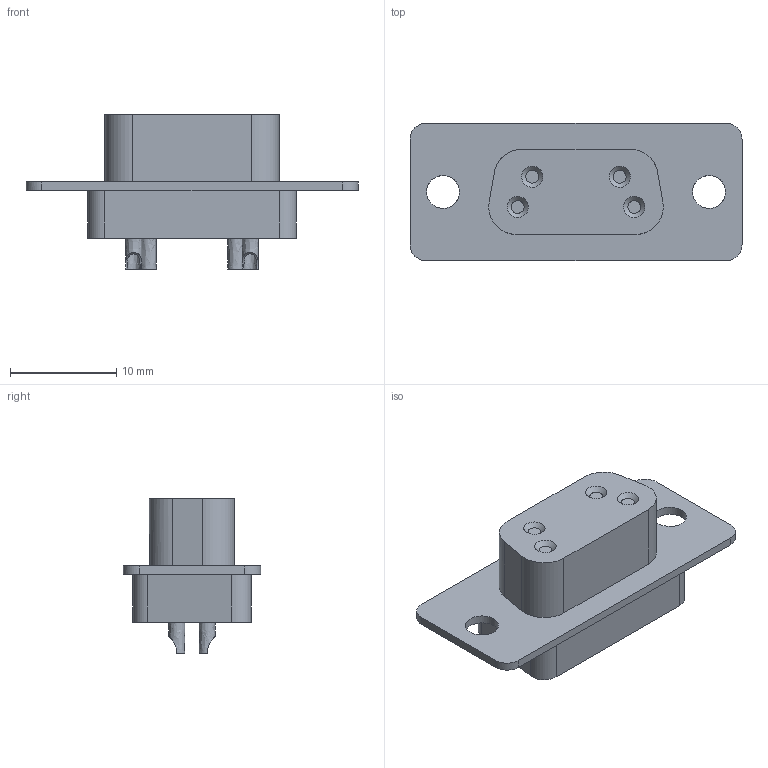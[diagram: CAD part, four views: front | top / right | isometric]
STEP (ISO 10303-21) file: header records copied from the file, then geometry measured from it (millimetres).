
FILE_DESCRIPTION((''),'2;1');
FILE_NAME('0964_Dsub-F_female_solder_bucket_9-pins.stp', '2005-09-12T18:08:04',('User'),('SDRC'),'I-DEAS Master Series 9','UNIX', 'Yes');
FILE_SCHEMA(('AUTOMOTIVE_DESIGN { 1 0 10303 214 1 1 1 1 }'));
Length unit declared in the file: millimetre
Products named in the file (1): 09 64 111 72x0
Bounding box: 31.2 x 12.9 x 14.5 mm (x, y, z)
Volume: 1979 mm3; surface area: 1464.6 mm2
Topology: 1 solids, 1 shells, 58 faces, 130 edges, 84 vertices
Faces by surface type: bspline 58
Entity records: 1889 total; most frequent: CARTESIAN_POINT 1001, ORIENTED_EDGE 260, EDGE_CURVE 130, VERTEX_POINT 84, EDGE_LOOP 72, FACE_OUTER_BOUND 58, ADVANCED_FACE 58, OVER_RIDING_STYLED_ITEM 56
